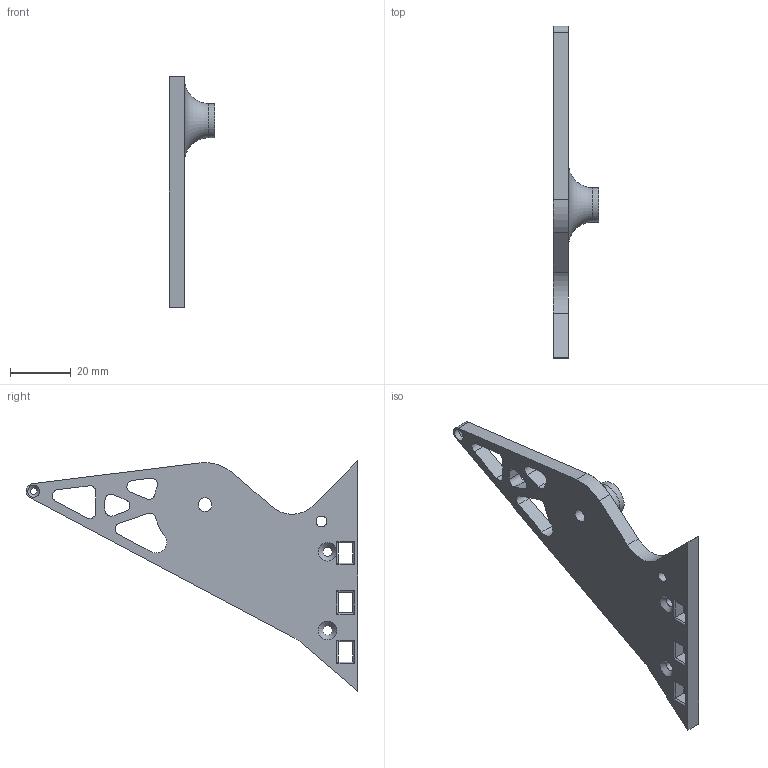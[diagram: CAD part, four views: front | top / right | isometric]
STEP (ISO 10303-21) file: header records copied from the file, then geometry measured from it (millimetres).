
FILE_DESCRIPTION(/* description */ (''),/* implementation_level */ '2;1');
FILE_NAME(/* name */ 'WeaponMountLeftPlateV2.ipt.step',/* time_stamp */ '2024-02-28T22:21:13-06:00',/* author */ ('smz3rm'),/* organization */ (''),/* preprocessor_version */ 'ST-DEVELOPER v18',/* originating_system */ 'Autodesk Inventor 2020',/* authorisation */ '');
FILE_SCHEMA (('AUTOMOTIVE_DESIGN { 1 0 10303 214 3 1 1 }'));
Length unit declared in the file: millimetre
Products named in the file (1): WeaponMountLeftPlateV2
Bounding box: 15 x 109.53 x 76 mm (x, y, z)
Volume: 17875.4 mm3; surface area: 9952.9 mm2
Topology: 1 solids, 1 shells, 86 faces, 229 edges, 147 vertices
Faces by surface type: cylinder 50, plane 32, cone 3, torus 1
Full cylindrical faces by diameter (mm): 2.2 x1, 3.1 x2, 3.6 x1, 4 x1, 4.5 x1, 7.3 x1, 11.3 x1
Entity records: 2853 total; most frequent: DIRECTION 495, CARTESIAN_POINT 463, ORIENTED_EDGE 458, EDGE_CURVE 229, AXIS2_PLACEMENT_3D 179, VERTEX_POINT 147, LINE 137, VECTOR 137
